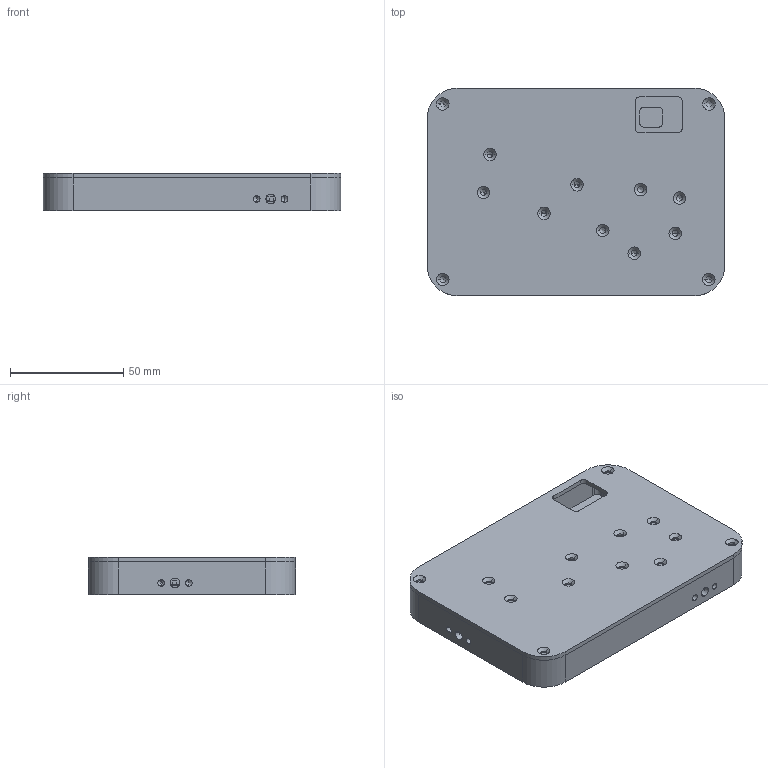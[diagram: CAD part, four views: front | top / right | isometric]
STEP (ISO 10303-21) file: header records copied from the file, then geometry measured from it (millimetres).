
FILE_DESCRIPTION (( 'STEP AP214' ), '1' );
FILE_NAME ('Assembly.STEP', '2021-09-21T14:17:14', ( '' ), ( '' ), 'SwSTEP 2.0', 'SolidWorks 2021', '' );
FILE_SCHEMA (( 'AUTOMOTIVE_DESIGN' ));
Length unit declared in the file: millimetre
Products named in the file (4): BoardShape; BaordCase; Assembly; BoardCup
Assembly tree (3 placements, depth 2):
  Assembly
    BaordCase
    BoardShape
    BoardCup
Bounding box: 131.4 x 91.4 x 16.5 mm (x, y, z)
Volume: 93088.6 mm3; surface area: 69251.2 mm2
Topology: 3 solids, 3 shells, 483 faces, 1360 edges, 861 vertices
Faces by surface type: cylinder 235, plane 162, cone 86
Entity records: 15748 total; most frequent: DIRECTION 2830, CARTESIAN_POINT 2710, ORIENTED_EDGE 2652, EDGE_CURVE 1326, AXIS2_PLACEMENT_3D 1021, VERTEX_POINT 861, VECTOR 788, LINE 788
